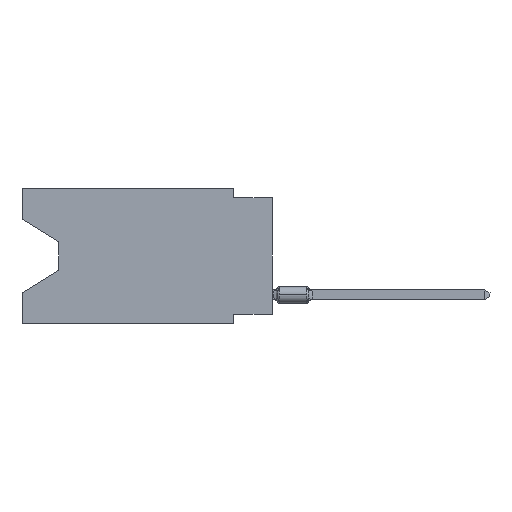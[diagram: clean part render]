
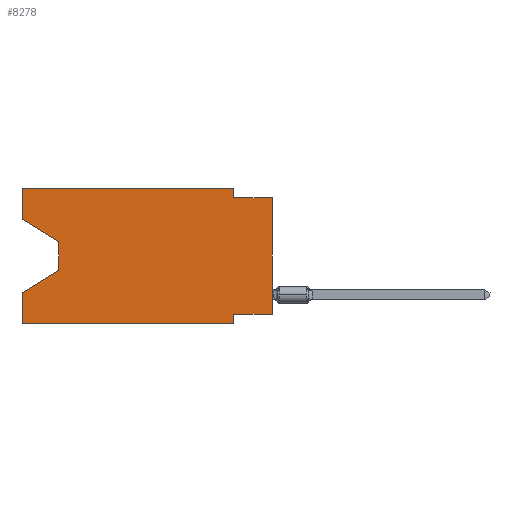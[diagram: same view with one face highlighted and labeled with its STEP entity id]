
A CAD part, left-side view. The second image highlights one B-rep face of the part: STEP entity #8278.
In plain terms, the highlighted planar face has unit normal (-1, 0, 0).
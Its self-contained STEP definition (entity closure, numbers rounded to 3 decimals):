
#7 = VERTEX_POINT ( 'NONE', #23297 ) ;
#389 = CARTESIAN_POINT ( 'NONE',  ( 0., 2.54, 0. ) ) ;
#746 = LINE ( 'NONE', #13692, #21686 ) ;
#754 = LINE ( 'NONE', #8147, #21600 ) ;
#1037 = EDGE_CURVE ( 'NONE', #18766, #6357, #746, .T. ) ;
#1458 = ORIENTED_EDGE ( 'NONE', *, *, #23171, .T. ) ;
#1632 = ORIENTED_EDGE ( 'NONE', *, *, #22375, .F. ) ;
#1691 = DIRECTION ( 'NONE',  ( 0., 0., 1. ) ) ;
#2049 = VECTOR ( 'NONE', #15418, 1000. ) ;
#2412 = ORIENTED_EDGE ( 'NONE', *, *, #4398, .F. ) ;
#2994 = VERTEX_POINT ( 'NONE', #23443 ) ;
#3585 = CARTESIAN_POINT ( 'NONE',  ( 0., 13.97, -3.505 ) ) ;
#3643 = LINE ( 'NONE', #10673, #18685 ) ;
#3955 = DIRECTION ( 'NONE',  ( 0., 0., -1. ) ) ;
#4398 = EDGE_CURVE ( 'NONE', #7, #23283, #9018, .T. ) ;
#4625 = DIRECTION ( 'NONE',  ( 0., 1., 0. ) ) ;
#4844 = VECTOR ( 'NONE', #15986, 1000. ) ;
#5405 = CARTESIAN_POINT ( 'NONE',  ( 0., 16.383, -2.038 ) ) ;
#5481 = ORIENTED_EDGE ( 'NONE', *, *, #14857, .F. ) ;
#5567 = LINE ( 'NONE', #20096, #23036 ) ;
#5880 = FACE_OUTER_BOUND ( 'NONE', #17324, .T. ) ;
#6237 = ORIENTED_EDGE ( 'NONE', *, *, #7817, .F. ) ;
#6357 = VERTEX_POINT ( 'NONE', #18307 ) ;
#6636 = LINE ( 'NONE', #14010, #9736 ) ;
#6935 = DIRECTION ( 'NONE',  ( 0., -1., 0. ) ) ;
#7054 = CARTESIAN_POINT ( 'NONE',  ( 0., 13.97, -3.505 ) ) ;
#7325 = CARTESIAN_POINT ( 'NONE',  ( 0., 16.383, 0. ) ) ;
#7584 = PLANE ( 'NONE',  #7666 ) ;
#7666 = AXIS2_PLACEMENT_3D ( 'NONE', #18701, #19068, #3955 ) ;
#7699 = CARTESIAN_POINT ( 'NONE',  ( 0., 16.383, 0. ) ) ;
#7817 = EDGE_CURVE ( 'NONE', #6357, #11667, #14068, .T. ) ;
#8067 = LINE ( 'NONE', #7699, #2049 ) ;
#8101 = CARTESIAN_POINT ( 'NONE',  ( 0., 0., -0.635 ) ) ;
#8147 = CARTESIAN_POINT ( 'NONE',  ( 0., 2.54, 0. ) ) ;
#8173 = VERTEX_POINT ( 'NONE', #5405 ) ;
#8266 = LINE ( 'NONE', #12831, #11355 ) ;
#8278 = ADVANCED_FACE ( 'NONE', ( #5880 ), #7584, .F. ) ;
#8342 = ORIENTED_EDGE ( 'NONE', *, *, #22038, .T. ) ;
#8497 = ORIENTED_EDGE ( 'NONE', *, *, #1037, .F. ) ;
#8547 = CARTESIAN_POINT ( 'NONE',  ( 0., 13.97, -5.385 ) ) ;
#8625 = CARTESIAN_POINT ( 'NONE',  ( 0., 16.383, 0. ) ) ;
#9018 = LINE ( 'NONE', #7325, #13683 ) ;
#9067 = EDGE_CURVE ( 'NONE', #8173, #9976, #6636, .T. ) ;
#9359 = VERTEX_POINT ( 'NONE', #8547 ) ;
#9446 = CARTESIAN_POINT ( 'NONE',  ( 0., 16.383, -6.852 ) ) ;
#9736 = VECTOR ( 'NONE', #12672, 1000. ) ;
#9874 = CARTESIAN_POINT ( 'NONE',  ( 0., 2.54, -8.89 ) ) ;
#9976 = VERTEX_POINT ( 'NONE', #7054 ) ;
#10569 = VECTOR ( 'NONE', #10967, 1000. ) ;
#10673 = CARTESIAN_POINT ( 'NONE',  ( 0., 0., -0.635 ) ) ;
#10935 = LINE ( 'NONE', #14564, #23405 ) ;
#10967 = DIRECTION ( 'NONE',  ( 0., 0., -1. ) ) ;
#11355 = VECTOR ( 'NONE', #6935, 1000. ) ;
#11414 = DIRECTION ( 'NONE',  ( 0., 0., -1. ) ) ;
#11667 = VERTEX_POINT ( 'NONE', #9874 ) ;
#12171 = EDGE_CURVE ( 'NONE', #12173, #2994, #754, .T. ) ;
#12173 = VERTEX_POINT ( 'NONE', #389 ) ;
#12250 = LINE ( 'NONE', #8625, #4844 ) ;
#12672 = DIRECTION ( 'NONE',  ( 0., -0.855, -0.519 ) ) ;
#12831 = CARTESIAN_POINT ( 'NONE',  ( 0., 16.383, -8.89 ) ) ;
#13683 = VECTOR ( 'NONE', #18204, 1000. ) ;
#13692 = CARTESIAN_POINT ( 'NONE',  ( 0., 0., -8.255 ) ) ;
#14010 = CARTESIAN_POINT ( 'NONE',  ( 0., 16.383, -2.038 ) ) ;
#14068 = LINE ( 'NONE', #21464, #17695 ) ;
#14234 = VERTEX_POINT ( 'NONE', #8101 ) ;
#14381 = EDGE_CURVE ( 'NONE', #19540, #12173, #8067, .T. ) ;
#14441 = ORIENTED_EDGE ( 'NONE', *, *, #14381, .F. ) ;
#14564 = CARTESIAN_POINT ( 'NONE',  ( 0., 13.97, -5.385 ) ) ;
#14750 = EDGE_CURVE ( 'NONE', #7, #11667, #8266, .T. ) ;
#14857 = EDGE_CURVE ( 'NONE', #2994, #14234, #3643, .T. ) ;
#15052 = ORIENTED_EDGE ( 'NONE', *, *, #19421, .T. ) ;
#15418 = DIRECTION ( 'NONE',  ( 0., -1., 0. ) ) ;
#15986 = DIRECTION ( 'NONE',  ( 0., 0., 1. ) ) ;
#16258 = DIRECTION ( 'NONE',  ( 0., 0.855, -0.519 ) ) ;
#16711 = ORIENTED_EDGE ( 'NONE', *, *, #9067, .T. ) ;
#17324 = EDGE_LOOP ( 'NONE', ( #16711, #15052, #8342, #2412, #22799, #6237, #8497, #1458, #5481, #23317, #14441, #1632 ) ) ;
#17695 = VECTOR ( 'NONE', #18164, 1000. ) ;
#18164 = DIRECTION ( 'NONE',  ( 0., 0., -1. ) ) ;
#18204 = DIRECTION ( 'NONE',  ( 0., 0., 1. ) ) ;
#18307 = CARTESIAN_POINT ( 'NONE',  ( 0., 2.54, -8.255 ) ) ;
#18402 = DIRECTION ( 'NONE',  ( 0., -1., 0. ) ) ;
#18685 = VECTOR ( 'NONE', #18402, 1000. ) ;
#18701 = CARTESIAN_POINT ( 'NONE',  ( 0., 16.383, 0. ) ) ;
#18766 = VERTEX_POINT ( 'NONE', #21065 ) ;
#19068 = DIRECTION ( 'NONE',  ( 1., 0., 0. ) ) ;
#19421 = EDGE_CURVE ( 'NONE', #9976, #9359, #20170, .T. ) ;
#19540 = VERTEX_POINT ( 'NONE', #20782 ) ;
#20096 = CARTESIAN_POINT ( 'NONE',  ( 0., 0., 0. ) ) ;
#20170 = LINE ( 'NONE', #3585, #10569 ) ;
#20782 = CARTESIAN_POINT ( 'NONE',  ( 0., 16.383, 0. ) ) ;
#21065 = CARTESIAN_POINT ( 'NONE',  ( 0., 0., -8.255 ) ) ;
#21464 = CARTESIAN_POINT ( 'NONE',  ( 0., 2.54, -8.89 ) ) ;
#21600 = VECTOR ( 'NONE', #11414, 1000. ) ;
#21686 = VECTOR ( 'NONE', #4625, 1000. ) ;
#22038 = EDGE_CURVE ( 'NONE', #9359, #23283, #10935, .T. ) ;
#22375 = EDGE_CURVE ( 'NONE', #8173, #19540, #12250, .T. ) ;
#22799 = ORIENTED_EDGE ( 'NONE', *, *, #14750, .T. ) ;
#23036 = VECTOR ( 'NONE', #1691, 1000. ) ;
#23171 = EDGE_CURVE ( 'NONE', #18766, #14234, #5567, .T. ) ;
#23283 = VERTEX_POINT ( 'NONE', #9446 ) ;
#23297 = CARTESIAN_POINT ( 'NONE',  ( 0., 16.383, -8.89 ) ) ;
#23317 = ORIENTED_EDGE ( 'NONE', *, *, #12171, .F. ) ;
#23405 = VECTOR ( 'NONE', #16258, 1000. ) ;
#23443 = CARTESIAN_POINT ( 'NONE',  ( 0., 2.54, -0.635 ) ) ;
